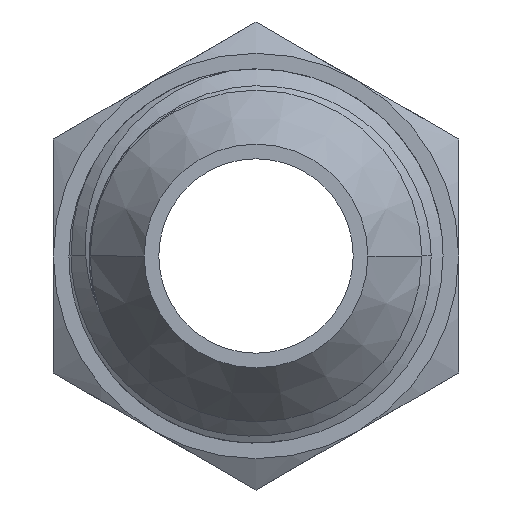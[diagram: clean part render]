
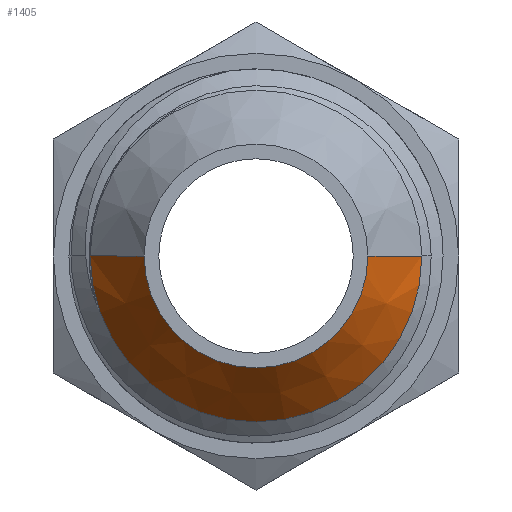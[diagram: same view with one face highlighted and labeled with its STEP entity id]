
A CAD part, left-side view. The second image highlights one B-rep face of the part: STEP entity #1405.
In plain terms, the highlighted conical face has half-angle 37 degrees and reference radius 0.332 mm.
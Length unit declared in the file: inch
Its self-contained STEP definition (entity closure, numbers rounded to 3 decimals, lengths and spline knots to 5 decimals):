
#63=CONICAL_SURFACE('',#1513,0.01309,0.646);
#115=FACE_OUTER_BOUND('',#201,.T.);
#201=EDGE_LOOP('',(#1014,#1015,#1016,#1017));
#278=CIRCLE('',#1514,0.00883);
#279=CIRCLE('',#1515,0.01309);
#437=LINE('',#2712,#499);
#438=LINE('',#2715,#500);
#499=VECTOR('',#1732,1.55);
#500=VECTOR('',#1735,1.55);
#599=VERTEX_POINT('',#2708);
#600=VERTEX_POINT('',#2709);
#601=VERTEX_POINT('',#2711);
#602=VERTEX_POINT('',#2713);
#765=EDGE_CURVE('',#599,#600,#278,.T.);
#766=EDGE_CURVE('',#600,#601,#437,.T.);
#767=EDGE_CURVE('',#602,#601,#279,.T.);
#768=EDGE_CURVE('',#599,#602,#438,.T.);
#1014=ORIENTED_EDGE('',*,*,#765,.T.);
#1015=ORIENTED_EDGE('',*,*,#766,.T.);
#1016=ORIENTED_EDGE('',*,*,#767,.F.);
#1017=ORIENTED_EDGE('',*,*,#768,.F.);
#1405=ADVANCED_FACE('',(#115),#63,.T.);
#1513=AXIS2_PLACEMENT_3D('',#2707,#1728,#1729);
#1514=AXIS2_PLACEMENT_3D('',#2710,#1730,#1731);
#1515=AXIS2_PLACEMENT_3D('',#2714,#1733,#1734);
#1728=DIRECTION('center_axis',(1.,0.,0.));
#1729=DIRECTION('ref_axis',(0.,0.,1.));
#1730=DIRECTION('center_axis',(1.,0.,0.));
#1731=DIRECTION('ref_axis',(0.,0.,1.));
#1732=DIRECTION('',(0.799,0.,-0.602));
#1733=DIRECTION('center_axis',(1.,0.,0.));
#1734=DIRECTION('ref_axis',(0.,0.,1.));
#1735=DIRECTION('',(0.799,0.,0.602));
#2707=CARTESIAN_POINT('Origin',(-0.02624,0.,0.));
#2708=CARTESIAN_POINT('',(-0.03189,0.,0.00883));
#2709=CARTESIAN_POINT('',(-0.03189,0.,-0.00883));
#2710=CARTESIAN_POINT('Origin',(-0.03189,0.,0.));
#2711=CARTESIAN_POINT('',(-0.02624,0.,-0.01309));
#2712=CARTESIAN_POINT('',(-0.02624,0.,-0.01309));
#2713=CARTESIAN_POINT('',(-0.02624,0.,0.01309));
#2714=CARTESIAN_POINT('Origin',(-0.02624,0.,0.));
#2715=CARTESIAN_POINT('',(-0.02624,0.,0.01309));
